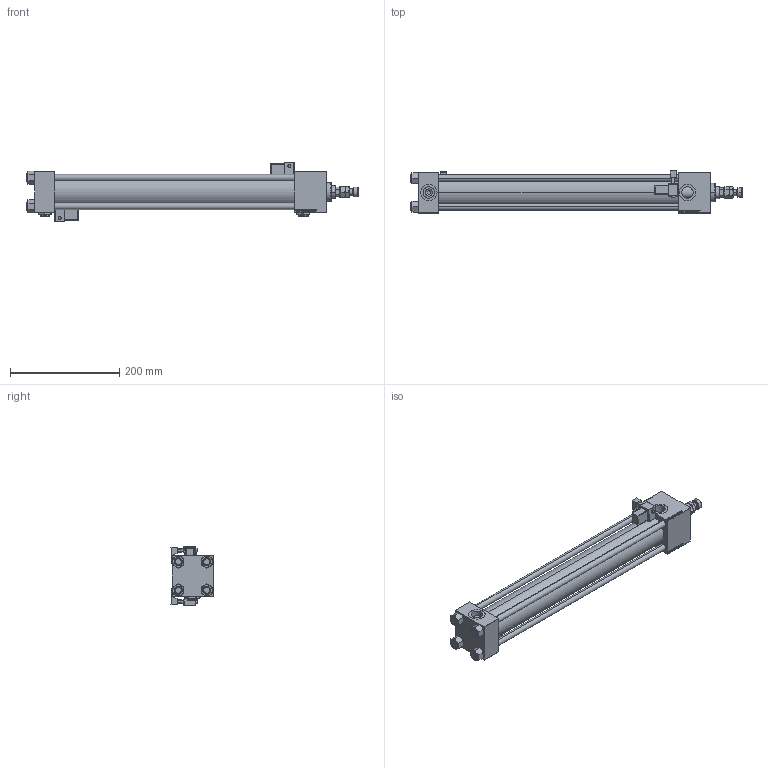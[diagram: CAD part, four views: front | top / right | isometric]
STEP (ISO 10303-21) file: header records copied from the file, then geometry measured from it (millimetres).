
FILE_DESCRIPTION (( 'STEP AP203' ), '1' );
FILE_NAME ('e1f1.STEP', '2022-04-15T23:02:05', ( '' ), ( '' ), 'SwSTEP 2.0', 'SolidWorks 2019', '' );
FILE_SCHEMA (( 'CONFIG_CONTROL_DESIGN' ));
Length unit declared in the file: millimetre
Products named in the file (9): V215CR_C_Body 18b6356706d9360ae4c78eaeddfe9f02; V215CR_MSU 18b6356706d9360ae4c78eaeddfe9f02; NUT_M5_C 18b6356706d9360ae4c78eaeddfe9f02; V215_VC_A 18b6356706d9360ae4c78eaeddfe9f02; V215CR_C_TYCINKA 18b6356706d9360ae4c78eaeddfe9f02; Zatka_pro_OIL_PORT 18b6356706d9360ae4c78eaeddfe9f02; e1f1; MFA 18b6356706d9360ae4c78eaeddfe9f02; V215CR_VCP_C 18b6356706d9360ae4c78eaeddfe9f02
Assembly tree (16 placements, depth 2):
  e1f1
    V215CR_C_Body 18b6356706d9360ae4c78eaeddfe9f02
    V215CR_VCP_C 18b6356706d9360ae4c78eaeddfe9f02
    NUT_M5_C 18b6356706d9360ae4c78eaeddfe9f02  x4
    V215CR_C_TYCINKA 18b6356706d9360ae4c78eaeddfe9f02  x4
    V215_VC_A 18b6356706d9360ae4c78eaeddfe9f02
    MFA 18b6356706d9360ae4c78eaeddfe9f02
    V215CR_MSU 18b6356706d9360ae4c78eaeddfe9f02  x2
    Zatka_pro_OIL_PORT 18b6356706d9360ae4c78eaeddfe9f02  x2
Bounding box: 608 x 77.03 x 109.57 mm (x, y, z)
Volume: 1207176.9 mm3; surface area: 376917 mm2
Topology: 16 solids, 16 shells, 1461 faces, 3580 edges, 2261 vertices
Faces by surface type: plane 649, bspline 392, cone 206, cylinder 166, torus 24, sphere 24
Entity records: 56264 total; most frequent: CARTESIAN_POINT 28662, ORIENTED_EDGE 6078, DIRECTION 4177, EDGE_CURVE 3039, VERTEX_POINT 1963, LINE 1761, VECTOR 1761, EDGE_LOOP 1366
